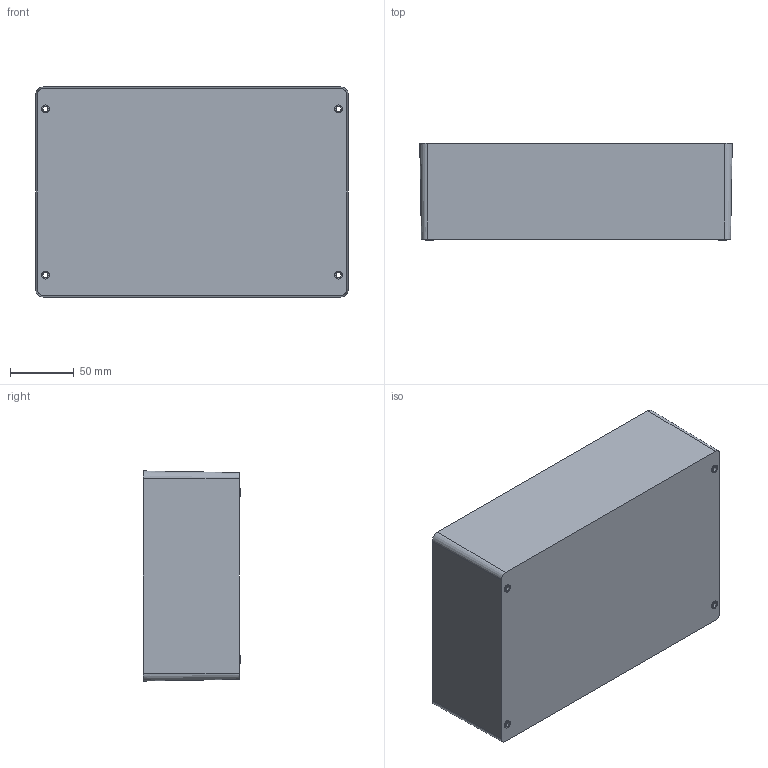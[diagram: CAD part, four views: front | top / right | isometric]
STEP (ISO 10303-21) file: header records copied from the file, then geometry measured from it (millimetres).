
FILE_DESCRIPTION (( 'STEP AP214' ), '1' );
FILE_NAME ('FIBOX_EU162408B.STEP', '2015-12-01T10:58:58', ( '' ), ( '' ), 'SwSTEP 2.0', 'SolidWorks 2014', '' );
FILE_SCHEMA (( 'AUTOMOTIVE_DESIGN' ));
Length unit declared in the file: millimetre
Products named in the file (1): FIBOX_EU162408B
Bounding box: 244.2 x 76 x 164.2 mm (x, y, z)
Volume: 402875.5 mm3; surface area: 209216.6 mm2
Topology: 1 solids, 1 shells, 354 faces, 825 edges, 550 vertices
Faces by surface type: cylinder 174, plane 168, cone 12
Entity records: 10291 total; most frequent: DIRECTION 1907, CARTESIAN_POINT 1730, ORIENTED_EDGE 1650, EDGE_CURVE 825, AXIS2_PLACEMENT_3D 727, VERTEX_POINT 550, LINE 453, VECTOR 453
